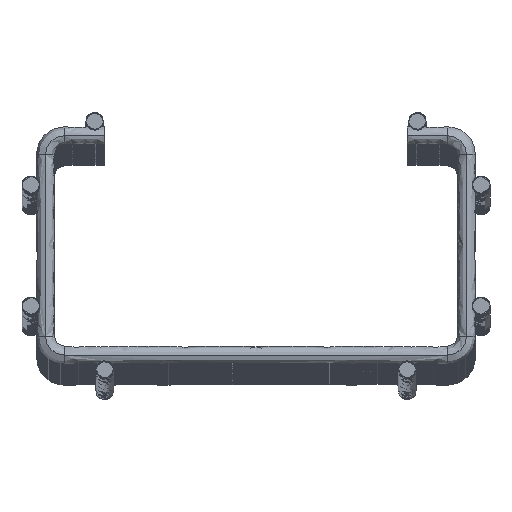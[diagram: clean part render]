
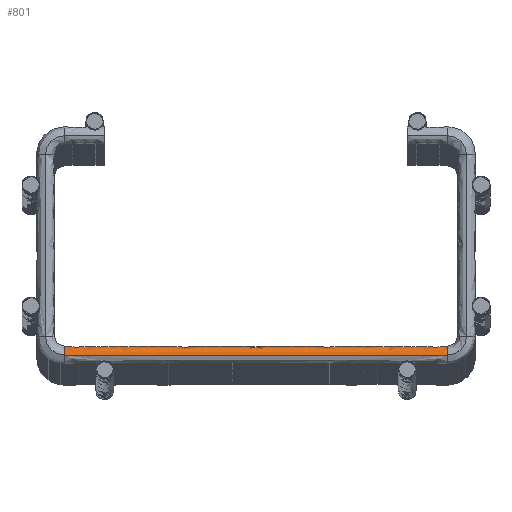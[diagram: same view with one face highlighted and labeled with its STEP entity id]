
A CAD part, top view. The second image highlights one B-rep face of the part: STEP entity #801.
In plain terms, the highlighted free-form (B-spline) face has degree [2, 1] with [9, 2] control points.
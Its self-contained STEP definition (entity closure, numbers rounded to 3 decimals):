
#801=ADVANCED_FACE('',(#1985),#15241,.T.);
#1985=FACE_OUTER_BOUND('',#3162,.T.);
#3162=EDGE_LOOP('',(#7923,#7924,#7925,#7926));
#7923=ORIENTED_EDGE('',*,*,#10411,.T.);
#7924=ORIENTED_EDGE('',*,*,#10412,.T.);
#7925=ORIENTED_EDGE('',*,*,#10413,.T.);
#7926=ORIENTED_EDGE('',*,*,#10414,.T.);
#10411=EDGE_CURVE('',#14446,#14447,#11744,.T.);
#10412=EDGE_CURVE('',#14447,#14448,#12875,.T.);
#10413=EDGE_CURVE('',#14448,#14449,#11745,.T.);
#10414=EDGE_CURVE('',#14449,#14446,#12876,.T.);
#11744=(
BOUNDED_CURVE()
B_SPLINE_CURVE(2,(#74766,#74767,#74768,#74769,#74770),.UNSPECIFIED.,.F.,
 .F.)
B_SPLINE_CURVE_WITH_KNOTS((3,2,3),(-6.912,-3.456,
0.),.UNSPECIFIED.)
CURVE()
GEOMETRIC_REPRESENTATION_ITEM()
RATIONAL_B_SPLINE_CURVE((1.,0.707,1.,0.707,1.))
REPRESENTATION_ITEM('')
);
#11745=(
BOUNDED_CURVE()
B_SPLINE_CURVE(2,(#74773,#74774,#74775,#74776,#74777),.UNSPECIFIED.,.F.,
 .F.)
B_SPLINE_CURVE_WITH_KNOTS((3,2,3),(-6.912,-3.456,
0.),.UNSPECIFIED.)
CURVE()
GEOMETRIC_REPRESENTATION_ITEM()
RATIONAL_B_SPLINE_CURVE((1.,0.707,1.,0.707,1.))
REPRESENTATION_ITEM('')
);
#12875=B_SPLINE_CURVE_WITH_KNOTS('',1,(#74771,#74772),.UNSPECIFIED.,.F.,
 .F.,(2,2),(0.,95.),.UNSPECIFIED.);
#12876=B_SPLINE_CURVE_WITH_KNOTS('',1,(#74778,#74779),.UNSPECIFIED.,.F.,
 .F.,(2,2),(-95.,0.),.UNSPECIFIED.);
#14446=VERTEX_POINT('',#54240);
#14447=VERTEX_POINT('',#54241);
#14448=VERTEX_POINT('',#54242);
#14449=VERTEX_POINT('',#54243);
#15241=(
BOUNDED_SURFACE()
B_SPLINE_SURFACE(2,1,((#51386,#51387),(#51388,#51389),(#51390,#51391),(#51392,
#51393),(#51394,#51395),(#51396,#51397),(#51398,#51399),(#51400,#51401),
(#51402,#51403)),.UNSPECIFIED.,.T.,.F.,.F.)
B_SPLINE_SURFACE_WITH_KNOTS((3,2,2,2,3),(2,2),(0.,1.571,3.142,
4.712,6.283),(0.,114.024),.UNSPECIFIED.)
GEOMETRIC_REPRESENTATION_ITEM()
RATIONAL_B_SPLINE_SURFACE(((1.,1.),(0.707,0.707),
(1.,1.),(0.707,0.707),(1.,1.),(0.707,
0.707),(1.,1.),(0.707,0.707),(1.,1.)))
REPRESENTATION_ITEM('')
SURFACE()
);
#51386=CARTESIAN_POINT('',(57.012,-2.2,-2.2));
#51387=CARTESIAN_POINT('',(-57.012,-2.2,-2.2));
#51388=CARTESIAN_POINT('',(57.012,-2.2,0.));
#51389=CARTESIAN_POINT('',(-57.012,-2.2,0.));
#51390=CARTESIAN_POINT('',(57.012,0.,0.));
#51391=CARTESIAN_POINT('',(-57.012,0.,0.));
#51392=CARTESIAN_POINT('',(57.012,2.2,0.));
#51393=CARTESIAN_POINT('',(-57.012,2.2,0.));
#51394=CARTESIAN_POINT('',(57.012,2.2,-2.2));
#51395=CARTESIAN_POINT('',(-57.012,2.2,-2.2));
#51396=CARTESIAN_POINT('',(57.012,2.2,-4.4));
#51397=CARTESIAN_POINT('',(-57.012,2.2,-4.4));
#51398=CARTESIAN_POINT('',(57.012,0.,-4.4));
#51399=CARTESIAN_POINT('',(-57.012,0.,-4.4));
#51400=CARTESIAN_POINT('',(57.012,-2.2,-4.4));
#51401=CARTESIAN_POINT('',(-57.012,-2.2,-4.4));
#51402=CARTESIAN_POINT('',(57.012,-2.2,-2.2));
#51403=CARTESIAN_POINT('',(-57.012,-2.2,-2.2));
#54240=CARTESIAN_POINT('',(47.5,0.,0.));
#54241=CARTESIAN_POINT('',(47.5,0.,-4.4));
#54242=CARTESIAN_POINT('',(-47.5,0.,-4.4));
#54243=CARTESIAN_POINT('',(-47.5,0.,0.));
#74766=CARTESIAN_POINT('',(47.5,0.,0.));
#74767=CARTESIAN_POINT('',(47.5,2.2,0.));
#74768=CARTESIAN_POINT('',(47.5,2.2,-2.2));
#74769=CARTESIAN_POINT('',(47.5,2.2,-4.4));
#74770=CARTESIAN_POINT('',(47.5,0.,-4.4));
#74771=CARTESIAN_POINT('',(47.5,0.,-4.4));
#74772=CARTESIAN_POINT('',(-47.5,0.,-4.4));
#74773=CARTESIAN_POINT('',(-47.5,0.,-4.4));
#74774=CARTESIAN_POINT('',(-47.5,2.2,-4.4));
#74775=CARTESIAN_POINT('',(-47.5,2.2,-2.2));
#74776=CARTESIAN_POINT('',(-47.5,2.2,0.));
#74777=CARTESIAN_POINT('',(-47.5,0.,0.));
#74778=CARTESIAN_POINT('',(-47.5,0.,0.));
#74779=CARTESIAN_POINT('',(47.5,0.,0.));
